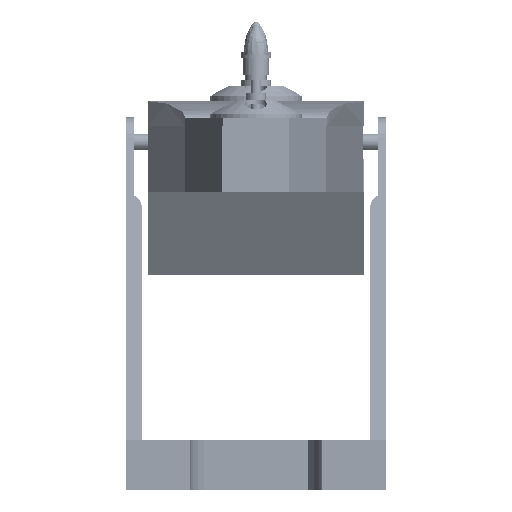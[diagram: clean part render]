
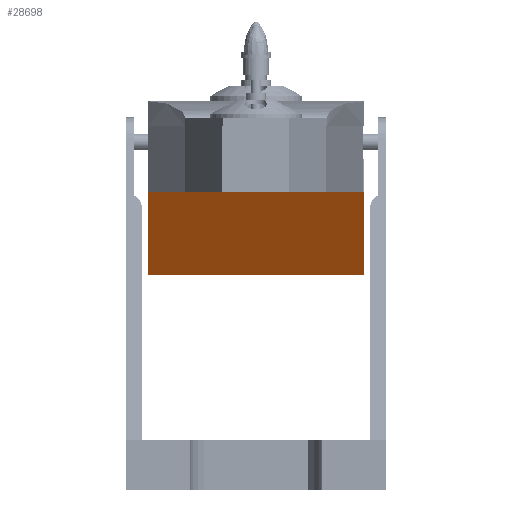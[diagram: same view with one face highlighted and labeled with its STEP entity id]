
A CAD part, left-side view. The second image highlights one B-rep face of the part: STEP entity #28698.
In plain terms, the highlighted planar face has unit normal (-0.858, 0, -0.514).
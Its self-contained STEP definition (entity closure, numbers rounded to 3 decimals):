
#3874=LINE('',#45514,#6383);
#3900=LINE('',#45567,#6409);
#3903=LINE('',#45572,#6412);
#3905=LINE('',#45575,#6414);
#6383=VECTOR('',#37004,10.);
#6409=VECTOR('',#37050,10.);
#6412=VECTOR('',#37055,10.);
#6414=VECTOR('',#37059,10.);
#7950=PLANE('',#31106);
#9138=FACE_OUTER_BOUND('',#10815,.T.);
#10815=EDGE_LOOP('',(#23331,#23332,#23333,#23334));
#14178=VERTEX_POINT('',#45511);
#14179=VERTEX_POINT('',#45513);
#14195=VERTEX_POINT('',#45564);
#14196=VERTEX_POINT('',#45566);
#17406=EDGE_CURVE('',#14179,#14178,#3874,.T.);
#17432=EDGE_CURVE('',#14195,#14196,#3900,.T.);
#17435=EDGE_CURVE('',#14179,#14195,#3903,.T.);
#17437=EDGE_CURVE('',#14178,#14196,#3905,.T.);
#23331=ORIENTED_EDGE('',*,*,#17406,.T.);
#23332=ORIENTED_EDGE('',*,*,#17437,.T.);
#23333=ORIENTED_EDGE('',*,*,#17432,.F.);
#23334=ORIENTED_EDGE('',*,*,#17435,.F.);
#28698=ADVANCED_FACE('',(#9138),#7950,.T.);
#31106=AXIS2_PLACEMENT_3D('',#45574,#37057,#37058);
#37004=DIRECTION('',(0.,1.,0.));
#37050=DIRECTION('',(0.,1.,0.));
#37055=DIRECTION('',(0.514,0.,-0.857));
#37057=DIRECTION('center_axis',(-0.857,0.,-0.514));
#37058=DIRECTION('ref_axis',(-0.514,0.,0.857));
#37059=DIRECTION('',(0.514,0.,-0.857));
#45511=CARTESIAN_POINT('',(-60.,32.5,25.));
#45513=CARTESIAN_POINT('',(-60.,-32.5,25.));
#45514=CARTESIAN_POINT('',(-60.,-32.5,25.));
#45564=CARTESIAN_POINT('',(-45.,-32.5,0.));
#45566=CARTESIAN_POINT('',(-45.,32.5,0.));
#45567=CARTESIAN_POINT('',(-45.,-32.5,0.));
#45572=CARTESIAN_POINT('',(-60.,-32.5,25.));
#45574=CARTESIAN_POINT('Origin',(-60.,-32.5,25.));
#45575=CARTESIAN_POINT('',(-60.,32.5,25.));
